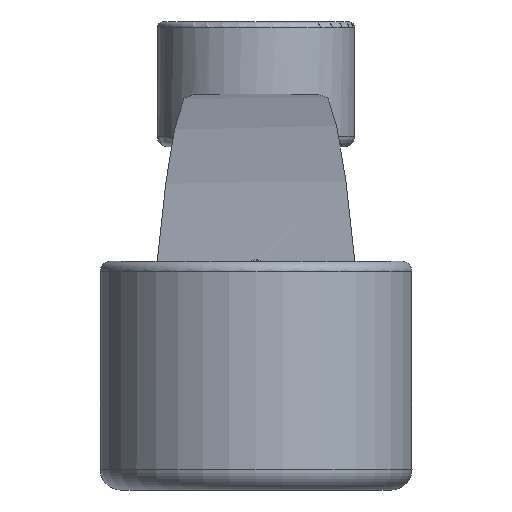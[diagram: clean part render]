
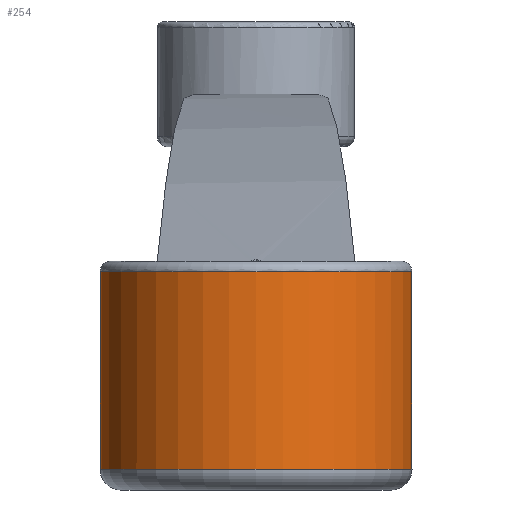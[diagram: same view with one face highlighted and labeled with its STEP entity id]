
A CAD part, left-side view. The second image highlights one B-rep face of the part: STEP entity #254.
In plain terms, the highlighted cylindrical face has radius 15 mm (diameter 30 mm), a full revolution.
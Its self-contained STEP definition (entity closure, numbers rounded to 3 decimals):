
#130=FACE_BOUND('',#362,.T.);
#131=FACE_BOUND('',#363,.T.);
#148=CYLINDRICAL_SURFACE('',#972,15.);
#182=LINE('',#1423,#221);
#183=LINE('',#1452,#222);
#221=VECTOR('',#1083,1.);
#222=VECTOR('',#1088,1.);
#254=ADVANCED_FACE('',(#130,#131),#148,.T.);
#362=EDGE_LOOP('',(#496,#497,#498,#499,#500,#501,#502,#503,#504));
#363=EDGE_LOOP('',(#505));
#430=B_SPLINE_CURVE_WITH_KNOTS('',3,(#1425,#1426,#1427,#1428,#1429,#1430,
#1431),.UNSPECIFIED.,.F.,.F.,(4,3,4),(0.,0.461,1.),.UNSPECIFIED.);
#431=B_SPLINE_CURVE_WITH_KNOTS('',3,(#1435,#1436,#1437,#1438),.UNSPECIFIED.,
.F.,.F.,(4,4),(0.,1.),.UNSPECIFIED.);
#432=B_SPLINE_CURVE_WITH_KNOTS('',3,(#1440,#1441,#1442,#1443),.UNSPECIFIED.,
.F.,.F.,(4,4),(0.,1.),.UNSPECIFIED.);
#433=B_SPLINE_CURVE_WITH_KNOTS('',3,(#1447,#1448,#1449,#1450),.UNSPECIFIED.,
.F.,.F.,(4,4),(0.,1.),.UNSPECIFIED.);
#496=ORIENTED_EDGE('',*,*,#823,.T.);
#497=ORIENTED_EDGE('',*,*,#824,.T.);
#498=ORIENTED_EDGE('',*,*,#825,.T.);
#499=ORIENTED_EDGE('',*,*,#826,.T.);
#500=ORIENTED_EDGE('',*,*,#827,.T.);
#501=ORIENTED_EDGE('',*,*,#828,.T.);
#502=ORIENTED_EDGE('',*,*,#829,.T.);
#503=ORIENTED_EDGE('',*,*,#830,.T.);
#504=ORIENTED_EDGE('',*,*,#831,.T.);
#505=ORIENTED_EDGE('',*,*,#832,.T.);
#738=VERTEX_POINT('',#1421);
#739=VERTEX_POINT('',#1422);
#740=VERTEX_POINT('',#1424);
#741=VERTEX_POINT('',#1432);
#742=VERTEX_POINT('',#1434);
#743=VERTEX_POINT('',#1439);
#744=VERTEX_POINT('',#1444);
#745=VERTEX_POINT('',#1446);
#746=VERTEX_POINT('',#1451);
#747=VERTEX_POINT('',#1454);
#823=EDGE_CURVE('',#738,#739,#919,.T.);
#824=EDGE_CURVE('',#739,#740,#182,.T.);
#825=EDGE_CURVE('',#740,#741,#430,.T.);
#826=EDGE_CURVE('',#741,#742,#920,.T.);
#827=EDGE_CURVE('',#742,#743,#431,.T.);
#828=EDGE_CURVE('',#743,#744,#432,.T.);
#829=EDGE_CURVE('',#744,#745,#921,.T.);
#830=EDGE_CURVE('',#745,#746,#433,.T.);
#831=EDGE_CURVE('',#746,#738,#183,.T.);
#832=EDGE_CURVE('',#747,#747,#922,.T.);
#919=CIRCLE('',#968,15.);
#920=CIRCLE('',#969,15.);
#921=CIRCLE('',#970,15.);
#922=CIRCLE('',#971,15.);
#968=AXIS2_PLACEMENT_3D('',#1420,#1081,#1082);
#969=AXIS2_PLACEMENT_3D('',#1433,#1084,#1085);
#970=AXIS2_PLACEMENT_3D('',#1445,#1086,#1087);
#971=AXIS2_PLACEMENT_3D('',#1453,#1089,#1090);
#972=AXIS2_PLACEMENT_3D('',#1455,#1091,#1092);
#1081=DIRECTION('',(0.,0.,-1.));
#1082=DIRECTION('',(-1.,0.,0.));
#1083=DIRECTION('',(0.,0.,-1.));
#1084=DIRECTION('',(0.,0.,-1.));
#1085=DIRECTION('',(-1.,0.,0.));
#1086=DIRECTION('',(0.,0.,-1.));
#1087=DIRECTION('',(-1.,0.,0.));
#1088=DIRECTION('',(0.,0.,1.));
#1089=DIRECTION('',(0.,0.,1.));
#1090=DIRECTION('',(-1.,0.,0.));
#1091=DIRECTION('',(0.,0.,1.));
#1092=DIRECTION('',(1.,0.,0.));
#1420=CARTESIAN_POINT('',(86.124,164.205,-1.));
#1421=CARTESIAN_POINT('',(97.591,154.535,-1.));
#1422=CARTESIAN_POINT('',(97.591,173.875,-1.));
#1423=CARTESIAN_POINT('',(97.591,173.875,-22.));
#1424=CARTESIAN_POINT('',(97.591,173.875,-6.794));
#1425=CARTESIAN_POINT('',(97.591,173.875,-6.794));
#1426=CARTESIAN_POINT('',(97.703,173.742,-6.862));
#1427=CARTESIAN_POINT('',(97.819,173.6,-6.911));
#1428=CARTESIAN_POINT('',(97.932,173.455,-6.944));
#1429=CARTESIAN_POINT('',(98.065,173.285,-6.983));
#1430=CARTESIAN_POINT('',(98.198,173.108,-7.));
#1431=CARTESIAN_POINT('',(98.325,172.93,-7.));
#1432=CARTESIAN_POINT('',(98.325,172.93,-7.));
#1433=CARTESIAN_POINT('',(86.124,164.205,-7.));
#1434=CARTESIAN_POINT('',(100.64,167.984,-7.));
#1435=CARTESIAN_POINT('',(100.64,167.984,-7.));
#1436=CARTESIAN_POINT('',(100.965,166.735,-7.));
#1437=CARTESIAN_POINT('',(101.124,165.472,-6.735));
#1438=CARTESIAN_POINT('',(101.124,164.205,-6.5));
#1439=CARTESIAN_POINT('',(101.124,164.205,-6.5));
#1440=CARTESIAN_POINT('',(101.124,164.205,-6.5));
#1441=CARTESIAN_POINT('',(101.124,162.938,-6.735));
#1442=CARTESIAN_POINT('',(100.965,161.676,-7.));
#1443=CARTESIAN_POINT('',(100.64,160.426,-7.));
#1444=CARTESIAN_POINT('',(100.64,160.426,-7.));
#1445=CARTESIAN_POINT('',(86.124,164.205,-7.));
#1446=CARTESIAN_POINT('',(98.325,155.48,-7.));
#1447=CARTESIAN_POINT('',(98.325,155.48,-7.));
#1448=CARTESIAN_POINT('',(98.09,155.151,-7.));
#1449=CARTESIAN_POINT('',(97.834,154.824,-6.941));
#1450=CARTESIAN_POINT('',(97.591,154.535,-6.794));
#1451=CARTESIAN_POINT('',(97.591,154.535,-6.794));
#1452=CARTESIAN_POINT('',(97.591,154.535,-22.));
#1453=CARTESIAN_POINT('',(86.124,164.205,-20.));
#1454=CARTESIAN_POINT('',(71.124,164.205,-20.));
#1455=CARTESIAN_POINT('',(86.124,164.205,-22.));
